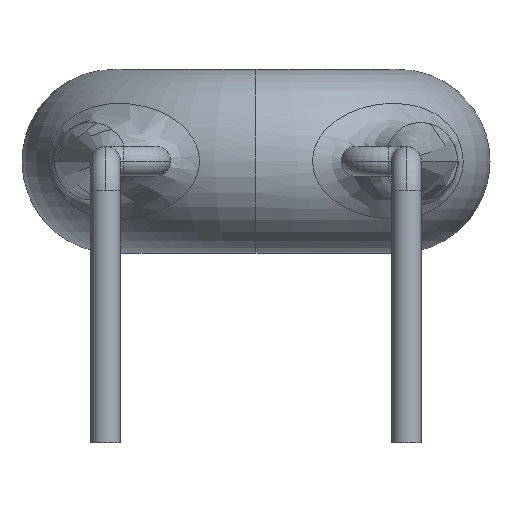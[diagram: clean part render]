
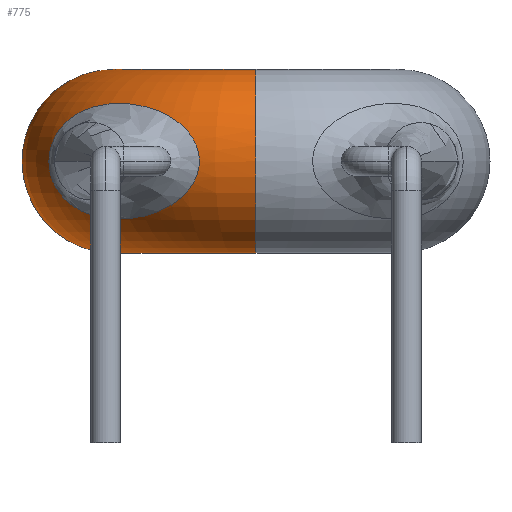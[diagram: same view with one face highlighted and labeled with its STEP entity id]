
A CAD part, front view. The second image highlights one B-rep face of the part: STEP entity #775.
In plain terms, the highlighted toroidal (fillet/blend) face has major radius 2.4 mm and minor radius 1.55 mm.
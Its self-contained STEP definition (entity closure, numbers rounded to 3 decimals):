
#673=CARTESIAN_POINT('',(0.,10.75,1.55));
#674=DIRECTION('',(0.,0.,1.0));
#675=DIRECTION('',(0.0,-1.0,0.0));
#676=AXIS2_PLACEMENT_3D('',#673,#674,#675);
#677=TOROIDAL_SURFACE('',#676,2.4,1.55);
#678=CARTESIAN_POINT('',(0.,8.35,3.1));
#679=VERTEX_POINT('',#678);
#680=CARTESIAN_POINT('',(0.,8.35,0.));
#681=VERTEX_POINT('',#680);
#682=CARTESIAN_POINT('',(0.,8.35,1.55));
#683=DIRECTION('',(1.0,0.0,0.0));
#684=DIRECTION('',(0.0,-1.0,0.0));
#685=AXIS2_PLACEMENT_3D('',#682,#683,#684);
#686=CIRCLE('',#685,1.55);
#687=EDGE_CURVE('',#679,#681,#686,.T.);
#688=ORIENTED_EDGE('',*,*,#687,.F.);
#689=CARTESIAN_POINT('',(0.,13.15,3.1));
#690=VERTEX_POINT('',#689);
#691=CARTESIAN_POINT('',(0.,10.75,3.1));
#692=DIRECTION('',(0.0,0.0,-1.0));
#693=DIRECTION('',(-1.0,0.0,0.0));
#694=AXIS2_PLACEMENT_3D('',#691,#692,#693);
#695=CIRCLE('',#694,2.4);
#696=EDGE_CURVE('',#679,#690,#695,.T.);
#697=ORIENTED_EDGE('',*,*,#696,.T.);
#698=CARTESIAN_POINT('',(0.,13.15,0.));
#699=VERTEX_POINT('',#698);
#700=CARTESIAN_POINT('',(0.,13.15,1.55));
#701=DIRECTION('',(-1.0,0.0,0.0));
#702=DIRECTION('',(0.0,1.0,0.0));
#703=AXIS2_PLACEMENT_3D('',#700,#701,#702);
#704=CIRCLE('',#703,1.55);
#705=EDGE_CURVE('',#690,#699,#704,.T.);
#706=ORIENTED_EDGE('',*,*,#705,.T.);
#707=CARTESIAN_POINT('',(0.,10.75,0.));
#708=DIRECTION('',(0.0,0.0,1.0));
#709=DIRECTION('',(-1.0,0.0,0.0));
#710=AXIS2_PLACEMENT_3D('',#707,#708,#709);
#711=CIRCLE('',#710,2.4);
#712=EDGE_CURVE('',#699,#681,#711,.T.);
#713=ORIENTED_EDGE('',*,*,#712,.T.);
#714=EDGE_LOOP('',(#688,#697,#706,#713));
#715=FACE_OUTER_BOUND('',#714,.T.);
#716=CARTESIAN_POINT('',(-0.957,6.918,1.55));
#717=VERTEX_POINT('',#716);
#718=CARTESIAN_POINT('',(-0.957,6.918,1.55));
#719=CARTESIAN_POINT('',(-0.957,6.918,1.586));
#720=CARTESIAN_POINT('',(-0.959,6.92,1.621));
#721=CARTESIAN_POINT('',(-0.974,6.93,1.715));
#722=CARTESIAN_POINT('',(-0.99,6.942,1.773));
#723=CARTESIAN_POINT('',(-1.041,6.978,1.897));
#724=CARTESIAN_POINT('',(-1.08,7.007,1.963));
#725=CARTESIAN_POINT('',(-1.213,7.105,2.135));
#726=CARTESIAN_POINT('',(-1.324,7.189,2.227));
#727=CARTESIAN_POINT('',(-1.589,7.393,2.384));
#728=CARTESIAN_POINT('',(-1.745,7.517,2.443));
#729=CARTESIAN_POINT('',(-2.052,7.769,2.514));
#730=CARTESIAN_POINT('',(-2.203,7.895,2.53));
#731=CARTESIAN_POINT('',(-2.467,8.116,2.524));
#732=CARTESIAN_POINT('',(-2.58,8.211,2.51));
#733=CARTESIAN_POINT('',(-2.804,8.395,2.455));
#734=CARTESIAN_POINT('',(-2.914,8.484,2.413));
#735=CARTESIAN_POINT('',(-3.115,8.64,2.295));
#736=CARTESIAN_POINT('',(-3.205,8.707,2.222));
#737=CARTESIAN_POINT('',(-3.353,8.814,2.047));
#738=CARTESIAN_POINT('',(-3.411,8.854,1.945));
#739=CARTESIAN_POINT('',(-3.485,8.904,1.729));
#740=CARTESIAN_POINT('',(-3.501,8.915,1.613));
#741=CARTESIAN_POINT('',(-3.488,8.906,1.383));
#742=CARTESIAN_POINT('',(-3.458,8.886,1.268));
#743=CARTESIAN_POINT('',(-3.354,8.814,1.053));
#744=CARTESIAN_POINT('',(-3.279,8.761,0.954));
#745=CARTESIAN_POINT('',(-3.096,8.625,0.789));
#746=CARTESIAN_POINT('',(-2.986,8.54,0.722));
#747=CARTESIAN_POINT('',(-2.756,8.356,0.629));
#748=CARTESIAN_POINT('',(-2.637,8.258,0.6));
#749=CARTESIAN_POINT('',(-2.397,8.058,0.571));
#750=CARTESIAN_POINT('',(-2.277,7.957,0.569));
#751=CARTESIAN_POINT('',(-2.048,7.766,0.589));
#752=CARTESIAN_POINT('',(-1.94,7.676,0.609));
#753=CARTESIAN_POINT('',(-1.781,7.547,0.653));
#754=CARTESIAN_POINT('',(-1.729,7.505,0.67));
#755=CARTESIAN_POINT('',(-1.583,7.389,0.725));
#756=CARTESIAN_POINT('',(-1.492,7.318,0.77));
#757=CARTESIAN_POINT('',(-1.348,7.207,0.863));
#758=CARTESIAN_POINT('',(-1.293,7.165,0.905));
#759=CARTESIAN_POINT('',(-1.191,7.089,0.998));
#760=CARTESIAN_POINT('',(-1.145,7.055,1.05));
#761=CARTESIAN_POINT('',(-1.079,7.006,1.143));
#762=CARTESIAN_POINT('',(-1.056,6.989,1.181));
#763=CARTESIAN_POINT('',(-1.013,6.958,1.266));
#764=CARTESIAN_POINT('',(-0.995,6.945,1.313));
#765=CARTESIAN_POINT('',(-0.973,6.929,1.396));
#766=CARTESIAN_POINT('',(-0.966,6.924,1.43));
#767=CARTESIAN_POINT('',(-0.958,6.919,1.492));
#768=CARTESIAN_POINT('',(-0.957,6.918,1.521));
#769=CARTESIAN_POINT('',(-0.957,6.918,1.55));
#770=B_SPLINE_CURVE_WITH_KNOTS('',3,(#718,#719,#720,#721,#722,#723,#724,#725,#726,#727,#728,#729,#730,#731,#732,#733,#734,#735,#736,#737,#738,#739,#740,#741,#742,#743,#744,#745,#746,#747,#748,#749,#750,#751,#752,#753,#754,#755,#756,#757,#758,#759,#760,#761,#762,#763,#764,#765,#766,#767,#768,#769),.UNSPECIFIED.,.T.,.U.,(4,2,2,2,2,2,2,2,2,2,2,2,2,2,2,2,2,2,2,2,2,2,2,2,2,4),(-4.904,-4.829,-4.705,-4.546,-4.251,-3.914,-3.607,-3.376,-3.136,-2.897,-2.657,-2.417,-2.171,-1.917,-1.656,-1.407,-1.164,-0.939,-0.828,-0.62,-0.477,-0.333,-0.239,-0.133,-0.061,0.0),.UNSPECIFIED.);
#771=EDGE_CURVE('',#717,#717,#770,.T.);
#772=ORIENTED_EDGE('',*,*,#771,.F.);
#773=EDGE_LOOP('',(#772));
#774=FACE_BOUND('',#773,.T.);
#775=ADVANCED_FACE('',(#715,#774),#677,.T.);
